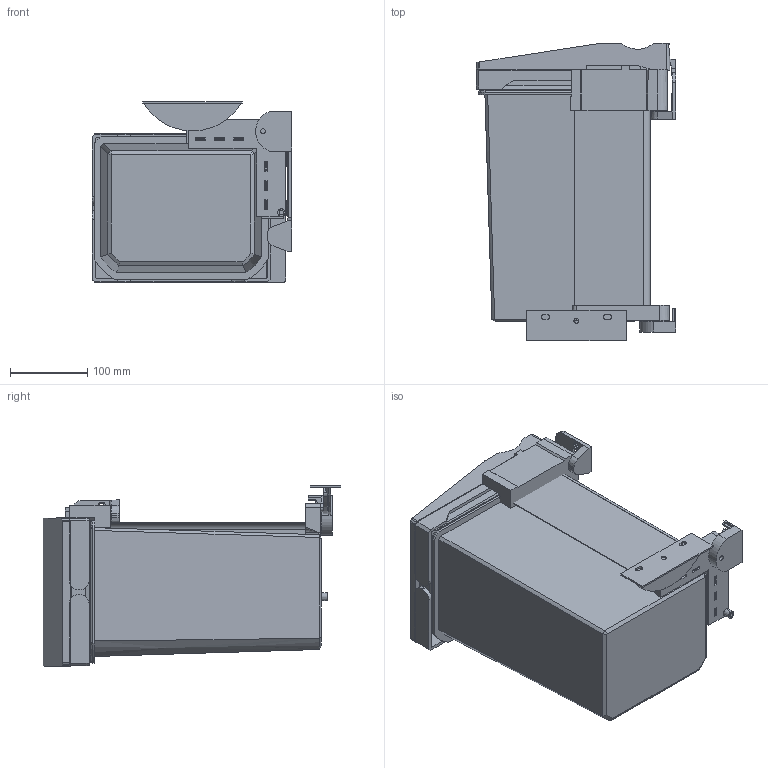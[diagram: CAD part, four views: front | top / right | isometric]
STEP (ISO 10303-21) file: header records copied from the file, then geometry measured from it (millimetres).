
FILE_DESCRIPTION(('STEP AP214'),'1');
FILE_NAME('8013002_V Cox Beep 400.STP','2024-08-15T09:14:31',(' '),(' '),'Spatial InterOp 3D',' ',' ');
FILE_SCHEMA(('AUTOMOTIVE_DESIGN { 1 0 10303 214 1 1 1 1 }'));
Length unit declared in the file: millimetre
Products named in the file (1): 3D-Objekt
Bounding box: 258.41 x 385.21 x 233.87 mm (x, y, z)
Volume: 2350975.2 mm3; surface area: 910238.8 mm2
Topology: 9 solids, 12 shells, 890 faces, 2378 edges, 1539 vertices
Faces by surface type: plane 523, cylinder 183, cone 111, bspline 49, torus 24
Entity records: 41370 total; most frequent: CARTESIAN_POINT 8308, ORIENTED_EDGE 4756, DIRECTION 4474, EDGE_CURVE 2378, STYLED_ITEM 2137, PRESENTATION_STYLE_ASSIGNMENT 2137, COLOUR_RGB 2137, CURVE_STYLE 2127
